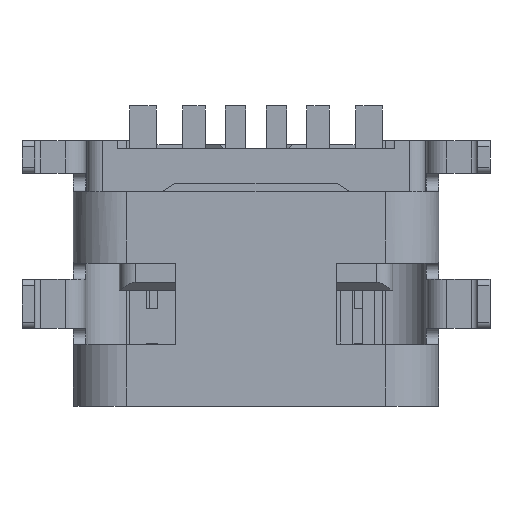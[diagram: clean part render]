
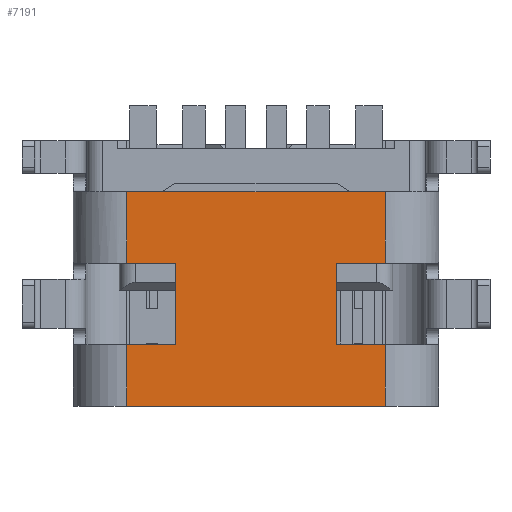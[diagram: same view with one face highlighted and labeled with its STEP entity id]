
A CAD part, front view. The second image highlights one B-rep face of the part: STEP entity #7191.
In plain terms, the highlighted planar face has unit normal (0, -1, 0).
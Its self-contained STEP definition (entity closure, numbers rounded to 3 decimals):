
#301=DIRECTION('',(-1.,0.,0.));
#302=VECTOR('',#301,6.34);
#303=CARTESIAN_POINT('',(3.17,-1.55,2.42));
#304=LINE('4033',#303,#302);
#444=DIRECTION('',(0.,0.,-1.));
#445=VECTOR('',#444,1.75);
#446=CARTESIAN_POINT('',(-3.17,-1.55,2.42));
#447=LINE('4345',#446,#445);
#452=DIRECTION('',(1.,0.,0.));
#453=VECTOR('',#452,1.2);
#454=CARTESIAN_POINT('',(-3.17,-1.55,-1.33));
#455=LINE('4347',#454,#453);
#456=DIRECTION('',(0.,0.,1.));
#457=VECTOR('',#456,2.);
#458=CARTESIAN_POINT('',(-1.97,-1.55,-1.33));
#459=LINE('4348',#458,#457);
#460=DIRECTION('',(-1.,0.,0.));
#461=VECTOR('',#460,1.2);
#462=CARTESIAN_POINT('',(-1.97,-1.55,0.67));
#463=LINE('4349',#462,#461);
#464=DIRECTION('',(-1.,0.,0.));
#465=VECTOR('',#464,1.2);
#466=CARTESIAN_POINT('',(3.17,-1.55,0.67));
#467=LINE('4107',#466,#465);
#468=DIRECTION('',(0.,0.,-1.));
#469=VECTOR('',#468,2.);
#470=CARTESIAN_POINT('',(1.97,-1.55,0.67));
#471=LINE('4111',#470,#469);
#472=DIRECTION('',(1.,0.,0.));
#473=VECTOR('',#472,1.2);
#474=CARTESIAN_POINT('',(1.97,-1.55,-1.33));
#475=LINE('4115',#474,#473);
#476=DIRECTION('',(0.,0.,-1.));
#477=VECTOR('',#476,1.5);
#478=CARTESIAN_POINT('',(3.17,-1.55,-1.33));
#479=LINE('4351',#478,#477);
#480=DIRECTION('',(-1.,0.,0.));
#481=VECTOR('',#480,6.34);
#482=CARTESIAN_POINT('',(3.17,-1.55,-2.83));
#483=LINE('4352',#482,#481);
#484=DIRECTION('',(0.,0.,1.));
#485=VECTOR('',#484,1.5);
#486=CARTESIAN_POINT('',(-3.17,-1.55,-2.83));
#487=LINE('4353',#486,#485);
#1524=DIRECTION('',(0.,0.,1.));
#1525=VECTOR('',#1524,1.75);
#1526=CARTESIAN_POINT('',(3.17,-1.55,0.67));
#1527=LINE('4350',#1526,#1525);
#5326=CARTESIAN_POINT('',(3.17,-1.55,2.42));
#5327=VERTEX_POINT('',#5326);
#5328=CARTESIAN_POINT('',(-3.17,-1.55,2.42));
#5329=VERTEX_POINT('',#5328);
#5438=CARTESIAN_POINT('',(1.97,-1.55,0.67));
#5439=VERTEX_POINT('',#5438);
#5440=CARTESIAN_POINT('',(3.17,-1.55,0.67));
#5441=VERTEX_POINT('',#5440);
#5444=CARTESIAN_POINT('',(1.97,-1.55,-1.33));
#5445=VERTEX_POINT('',#5444);
#5450=CARTESIAN_POINT('',(3.17,-1.55,-1.33));
#5451=VERTEX_POINT('',#5450);
#5804=CARTESIAN_POINT('',(-3.17,-1.55,0.67));
#5805=VERTEX_POINT('',#5804);
#5806=CARTESIAN_POINT('',(-3.17,-1.55,-1.33));
#5807=CARTESIAN_POINT('',(-1.97,-1.55,-1.33));
#5808=VERTEX_POINT('',#5806);
#5809=VERTEX_POINT('',#5807);
#5810=CARTESIAN_POINT('',(-1.97,-1.55,0.67));
#5811=VERTEX_POINT('',#5810);
#5812=CARTESIAN_POINT('',(3.17,-1.55,-2.83));
#5813=VERTEX_POINT('',#5812);
#5814=CARTESIAN_POINT('',(-3.17,-1.55,-2.83));
#5815=VERTEX_POINT('',#5814);
#7162=CARTESIAN_POINT('',(0.,-1.55,-0.205));
#7163=DIRECTION('',(0.,1.,0.));
#7164=DIRECTION('',(1.,0.,0.));
#7165=AXIS2_PLACEMENT_3D('',#7162,#7163,#7164);
#7166=PLANE('5286',#7165);
#7168=ORIENTED_EDGE('4347',*,*,#7167,.T.);
#7170=ORIENTED_EDGE('4348',*,*,#7169,.T.);
#7172=ORIENTED_EDGE('4349',*,*,#7171,.T.);
#7173=ORIENTED_EDGE('4345',*,*,#7144,.F.);
#7174=ORIENTED_EDGE('4033',*,*,#6901,.F.);
#7176=ORIENTED_EDGE('4350',*,*,#7175,.F.);
#7178=ORIENTED_EDGE('4107',*,*,#7177,.T.);
#7180=ORIENTED_EDGE('4111',*,*,#7179,.T.);
#7182=ORIENTED_EDGE('4115',*,*,#7181,.T.);
#7184=ORIENTED_EDGE('4351',*,*,#7183,.T.);
#7186=ORIENTED_EDGE('4352',*,*,#7185,.T.);
#7188=ORIENTED_EDGE('4353',*,*,#7187,.T.);
#7189=EDGE_LOOP('5286',(#7168,#7170,#7172,#7173,#7174,#7176,#7178,#7180,#7182,
#7184,#7186,#7188));
#7190=FACE_OUTER_BOUND('5286',#7189,.F.);
#6901=EDGE_CURVE('4033',#5327,#5329,#304,.T.);
#7144=EDGE_CURVE('4345',#5329,#5805,#447,.T.);
#7167=EDGE_CURVE('4347',#5808,#5809,#455,.T.);
#7169=EDGE_CURVE('4348',#5809,#5811,#459,.T.);
#7171=EDGE_CURVE('4349',#5811,#5805,#463,.T.);
#7175=EDGE_CURVE('4350',#5441,#5327,#1527,.T.);
#7177=EDGE_CURVE('4107',#5441,#5439,#467,.T.);
#7179=EDGE_CURVE('4111',#5439,#5445,#471,.T.);
#7181=EDGE_CURVE('4115',#5445,#5451,#475,.T.);
#7183=EDGE_CURVE('4351',#5451,#5813,#479,.T.);
#7185=EDGE_CURVE('4352',#5813,#5815,#483,.T.);
#7187=EDGE_CURVE('4353',#5815,#5808,#487,.T.);
#7191=ADVANCED_FACE('5286',(#7190),#7166,.F.);
